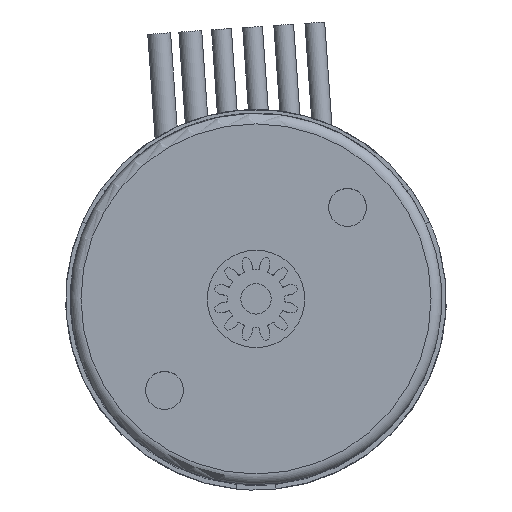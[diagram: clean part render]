
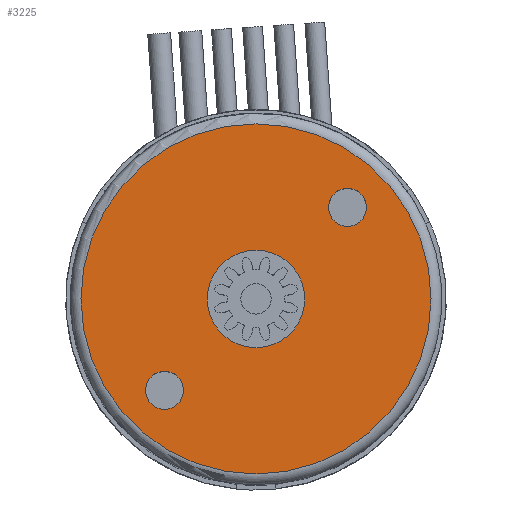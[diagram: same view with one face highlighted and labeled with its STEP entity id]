
A CAD part, top view. The second image highlights one B-rep face of the part: STEP entity #3225.
In plain terms, the highlighted planar face has unit normal (0, 0, 1).
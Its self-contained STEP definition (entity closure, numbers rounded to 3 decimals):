
#803 = DIRECTION ( 'NONE',  ( -1., 0., 0. ) ) ;
#1897 = ORIENTED_EDGE ( 'NONE', *, *, #12859, .F. ) ;
#2352 = CARTESIAN_POINT ( 'NONE',  ( -11.5, 0., 0. ) ) ;
#2496 = CIRCLE ( 'NONE', #19470, 1.25 ) ;
#2852 = VERTEX_POINT ( 'NONE', #2352 ) ;
#2931 = FACE_BOUND ( 'NONE', #14264, .T. ) ;
#3225 = ADVANCED_FACE ( 'NONE', ( #19122, #3896, #2931, #8251 ), #15136, .F. ) ;
#3896 = FACE_BOUND ( 'NONE', #12749, .T. ) ;
#6917 = EDGE_LOOP ( 'NONE', ( #27335 ) ) ;
#7205 = DIRECTION ( 'NONE',  ( 0., 0., 1. ) ) ;
#7314 = DIRECTION ( 'NONE',  ( 1., 0., 0. ) ) ;
#8251 = FACE_OUTER_BOUND ( 'NONE', #33338, .T. ) ;
#8888 = CARTESIAN_POINT ( 'NONE',  ( -6.01, -6.01, 0. ) ) ;
#9396 = AXIS2_PLACEMENT_3D ( 'NONE', #21436, #18469, #12684 ) ;
#12000 = DIRECTION ( 'NONE',  ( 0., 0., -1. ) ) ;
#12684 = DIRECTION ( 'NONE',  ( -1., 0., 0. ) ) ;
#12749 = EDGE_LOOP ( 'NONE', ( #29655 ) ) ;
#12859 = EDGE_CURVE ( 'NONE', #19443, #19443, #27440, .T. ) ;
#13318 = CARTESIAN_POINT ( 'NONE',  ( 6.01, 6.01, 0. ) ) ;
#13979 = CARTESIAN_POINT ( 'NONE',  ( 7.26, 6.01, 0. ) ) ;
#14112 = CIRCLE ( 'NONE', #36700, 1.25 ) ;
#14264 = EDGE_LOOP ( 'NONE', ( #1897 ) ) ;
#15027 = DIRECTION ( 'NONE',  ( 0., 0., 1. ) ) ;
#15136 = PLANE ( 'NONE',  #32999 ) ;
#15356 = DIRECTION ( 'NONE',  ( -1., 0., 0. ) ) ;
#15606 = CARTESIAN_POINT ( 'NONE',  ( 0., 0., 0. ) ) ;
#18469 = DIRECTION ( 'NONE',  ( 0., 0., 1. ) ) ;
#19064 = EDGE_CURVE ( 'NONE', #25252, #25252, #14112, .T. ) ;
#19122 = FACE_BOUND ( 'NONE', #6917, .T. ) ;
#19380 = CARTESIAN_POINT ( 'NONE',  ( -4.76, -6.01, 0. ) ) ;
#19418 = CIRCLE ( 'NONE', #29097, 11.5 ) ;
#19443 = VERTEX_POINT ( 'NONE', #32663 ) ;
#19470 = AXIS2_PLACEMENT_3D ( 'NONE', #8888, #15027, #26532 ) ;
#21436 = CARTESIAN_POINT ( 'NONE',  ( 0., 0., 0. ) ) ;
#22835 = ORIENTED_EDGE ( 'NONE', *, *, #26020, .T. ) ;
#23513 = CARTESIAN_POINT ( 'NONE',  ( 0., 0., 0. ) ) ;
#24491 = EDGE_CURVE ( 'NONE', #27037, #27037, #2496, .T. ) ;
#25252 = VERTEX_POINT ( 'NONE', #13979 ) ;
#26020 = EDGE_CURVE ( 'NONE', #2852, #2852, #19418, .T. ) ;
#26532 = DIRECTION ( 'NONE',  ( 1., 0., 0. ) ) ;
#27037 = VERTEX_POINT ( 'NONE', #19380 ) ;
#27215 = DIRECTION ( 'NONE',  ( 0., 0., 1. ) ) ;
#27335 = ORIENTED_EDGE ( 'NONE', *, *, #19064, .F. ) ;
#27440 = CIRCLE ( 'NONE', #9396, 3.2 ) ;
#29097 = AXIS2_PLACEMENT_3D ( 'NONE', #15606, #7205, #15356 ) ;
#29655 = ORIENTED_EDGE ( 'NONE', *, *, #24491, .F. ) ;
#32663 = CARTESIAN_POINT ( 'NONE',  ( -3.2, 0., 0. ) ) ;
#32999 = AXIS2_PLACEMENT_3D ( 'NONE', #23513, #12000, #803 ) ;
#33338 = EDGE_LOOP ( 'NONE', ( #22835 ) ) ;
#36700 = AXIS2_PLACEMENT_3D ( 'NONE', #13318, #27215, #7314 ) ;
